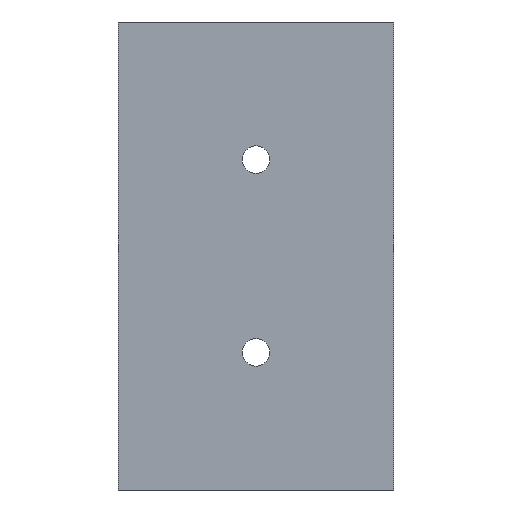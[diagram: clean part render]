
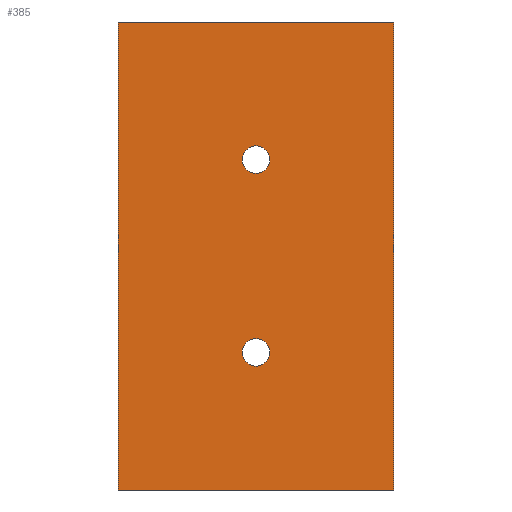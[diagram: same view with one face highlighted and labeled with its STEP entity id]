
A CAD part, front view. The second image highlights one B-rep face of the part: STEP entity #385.
In plain terms, the highlighted planar face has unit normal (0, -1, 0).
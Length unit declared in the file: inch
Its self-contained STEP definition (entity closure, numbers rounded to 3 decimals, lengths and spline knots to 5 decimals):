
#25=PLANE('',#427);
#47=LINE('',#628,#75);
#50=LINE('',#633,#78);
#52=LINE('',#639,#80);
#54=LINE('',#642,#82);
#75=VECTOR('',#519,1.25);
#78=VECTOR('',#524,2.125);
#80=VECTOR('',#532,2.125);
#82=VECTOR('',#536,1.25);
#97=FACE_BOUND('',#154,.T.);
#98=FACE_BOUND('',#155,.T.);
#119=FACE_OUTER_BOUND('',#153,.T.);
#153=EDGE_LOOP('',(#345,#346,#347,#348));
#154=EDGE_LOOP('',(#349));
#155=EDGE_LOOP('',(#350));
#160=CIRCLE('',#391,0.0625);
#162=CIRCLE('',#394,0.0625);
#180=VERTEX_POINT('',#543);
#182=VERTEX_POINT('',#548);
#211=VERTEX_POINT('',#625);
#212=VERTEX_POINT('',#627);
#213=VERTEX_POINT('',#631);
#214=VERTEX_POINT('',#638);
#216=EDGE_CURVE('',#180,#180,#160,.T.);
#218=EDGE_CURVE('',#182,#182,#162,.T.);
#255=EDGE_CURVE('',#211,#212,#47,.T.);
#258=EDGE_CURVE('',#213,#211,#50,.T.);
#260=EDGE_CURVE('',#214,#212,#52,.T.);
#262=EDGE_CURVE('',#213,#214,#54,.T.);
#345=ORIENTED_EDGE('',*,*,#262,.T.);
#346=ORIENTED_EDGE('',*,*,#260,.T.);
#347=ORIENTED_EDGE('',*,*,#255,.F.);
#348=ORIENTED_EDGE('',*,*,#258,.F.);
#349=ORIENTED_EDGE('',*,*,#216,.T.);
#350=ORIENTED_EDGE('',*,*,#218,.T.);
#385=ADVANCED_FACE('',(#119,#97,#98),#25,.T.);
#391=AXIS2_PLACEMENT_3D('',#544,#435,#436);
#394=AXIS2_PLACEMENT_3D('',#549,#441,#442);
#427=AXIS2_PLACEMENT_3D('',#641,#534,#535);
#435=DIRECTION('center_axis',(0.,1.,0.));
#436=DIRECTION('ref_axis',(-1.,0.,0.));
#441=DIRECTION('center_axis',(0.,1.,0.));
#442=DIRECTION('ref_axis',(-1.,0.,0.));
#519=DIRECTION('',(-1.,0.,0.));
#524=DIRECTION('',(0.,0.,-1.));
#532=DIRECTION('',(0.,0.,-1.));
#534=DIRECTION('center_axis',(0.,-1.,0.));
#535=DIRECTION('ref_axis',(-1.,0.,0.));
#536=DIRECTION('',(-1.,0.,0.));
#543=CARTESIAN_POINT('',(0.6875,-0.625,-0.625));
#544=CARTESIAN_POINT('Origin',(0.625,-0.625,-0.625));
#548=CARTESIAN_POINT('',(0.6875,-0.625,-1.5));
#549=CARTESIAN_POINT('Origin',(0.625,-0.625,-1.5));
#625=CARTESIAN_POINT('',(1.25,-0.625,-2.125));
#627=CARTESIAN_POINT('',(0.,-0.625,-2.125));
#628=CARTESIAN_POINT('',(1.25,-0.625,-2.125));
#631=CARTESIAN_POINT('',(1.25,-0.625,0.));
#633=CARTESIAN_POINT('',(1.25,-0.625,0.));
#638=CARTESIAN_POINT('',(0.,-0.625,0.));
#639=CARTESIAN_POINT('',(0.,-0.625,0.));
#641=CARTESIAN_POINT('Origin',(1.25,-0.625,0.));
#642=CARTESIAN_POINT('',(1.25,-0.625,0.));
